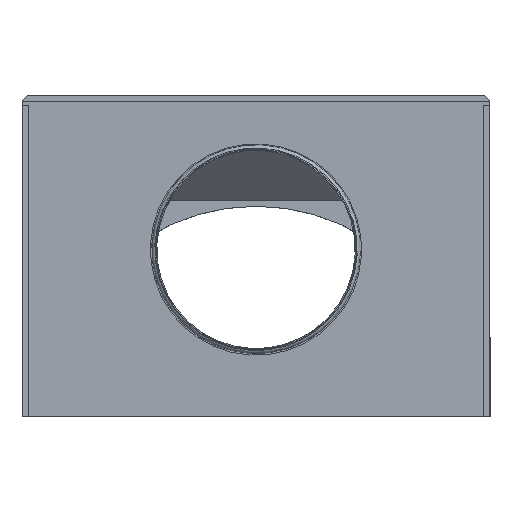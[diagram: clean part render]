
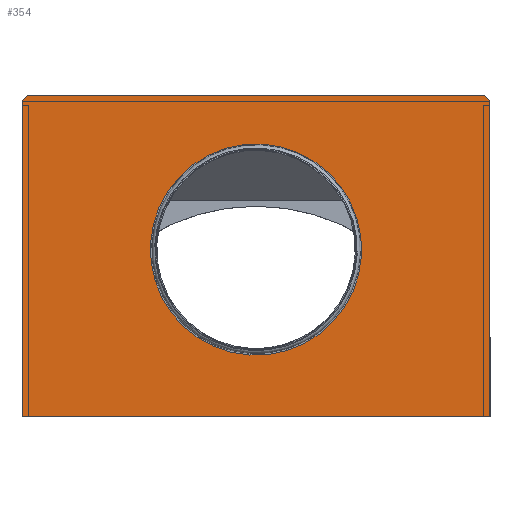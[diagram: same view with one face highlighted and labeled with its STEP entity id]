
A CAD part, top view. The second image highlights one B-rep face of the part: STEP entity #354.
In plain terms, the highlighted planar face has unit normal (0, 0, 1).
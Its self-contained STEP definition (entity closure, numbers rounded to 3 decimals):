
#112=CARTESIAN_POINT('',(150.0,0.,1.5));
#113=VERTEX_POINT('',#112);
#114=CARTESIAN_POINT('',(0.0,0.0,1.5));
#115=DIRECTION('',(0.0,0.0,-1.0));
#116=DIRECTION('',(-1.0,0.0,0.0));
#117=AXIS2_PLACEMENT_3D('',#114,#115,#116);
#118=CIRCLE('',#117,150.0);
#119=EDGE_CURVE('',#113,#113,#118,.T.);
#140=CARTESIAN_POINT('',(-350.,-250.0,1.5));
#141=VERTEX_POINT('',#140);
#142=CARTESIAN_POINT('',(-350.0,223.,1.5));
#143=VERTEX_POINT('',#142);
#144=CARTESIAN_POINT('',(-350.,-250.,1.5));
#145=DIRECTION('',(0.0,1.0,0.0));
#146=VECTOR('',#145,473.);
#147=LINE('',#144,#146);
#148=EDGE_CURVE('',#141,#143,#147,.T.);
#180=CARTESIAN_POINT('',(-342.0,231.,1.5));
#181=VERTEX_POINT('',#180);
#182=CARTESIAN_POINT('',(-350.0,223.,1.5));
#183=DIRECTION('',(0.707,0.707,0.0));
#184=VECTOR('',#183,11.314);
#185=LINE('',#182,#184);
#186=EDGE_CURVE('',#143,#181,#185,.T.);
#211=CARTESIAN_POINT('',(342.,231.,1.5));
#212=VERTEX_POINT('',#211);
#213=CARTESIAN_POINT('',(-342.,231.,1.5));
#214=DIRECTION('',(1.0,0.0,0.0));
#215=VECTOR('',#214,684.0);
#216=LINE('',#213,#215);
#217=EDGE_CURVE('',#181,#212,#216,.T.);
#242=CARTESIAN_POINT('',(350.,223.,1.5));
#243=VERTEX_POINT('',#242);
#244=CARTESIAN_POINT('',(342.,231.,1.5));
#245=DIRECTION('',(0.707,-0.707,0.0));
#246=VECTOR('',#245,11.314);
#247=LINE('',#244,#246);
#248=EDGE_CURVE('',#212,#243,#247,.T.);
#273=CARTESIAN_POINT('',(350.,-250.0,1.5));
#274=VERTEX_POINT('',#273);
#275=CARTESIAN_POINT('',(350.,223.0,1.5));
#276=DIRECTION('',(0.0,-1.0,0.0));
#277=VECTOR('',#276,473.0);
#278=LINE('',#275,#277);
#279=EDGE_CURVE('',#243,#274,#278,.T.);
#304=CARTESIAN_POINT('',(350.,-250.0,1.5));
#305=DIRECTION('',(-1.0,0.0,0.0));
#306=VECTOR('',#305,700.);
#307=LINE('',#304,#306);
#308=EDGE_CURVE('',#274,#141,#307,.T.);
#338=CARTESIAN_POINT('',(0.,-10.469,1.5));
#339=DIRECTION('',(0.0,0.0,1.0));
#340=DIRECTION('',(1.0,0.0,0.0));
#341=AXIS2_PLACEMENT_3D('',#338,#339,#340);
#342=PLANE('',#341);
#343=ORIENTED_EDGE('',*,*,#148,.F.);
#344=ORIENTED_EDGE('',*,*,#308,.F.);
#345=ORIENTED_EDGE('',*,*,#279,.F.);
#346=ORIENTED_EDGE('',*,*,#248,.F.);
#347=ORIENTED_EDGE('',*,*,#217,.F.);
#348=ORIENTED_EDGE('',*,*,#186,.F.);
#349=EDGE_LOOP('',(#343,#344,#345,#346,#347,#348));
#350=FACE_OUTER_BOUND('',#349,.T.);
#351=ORIENTED_EDGE('',*,*,#119,.T.);
#352=EDGE_LOOP('',(#351));
#353=FACE_BOUND('',#352,.T.);
#354=ADVANCED_FACE('',(#350,#353),#342,.T.);
